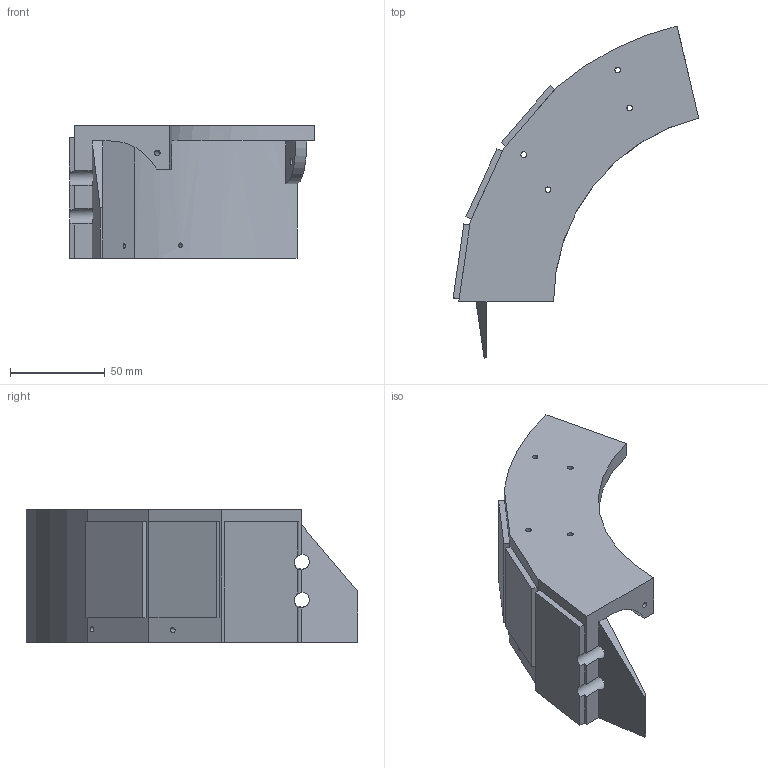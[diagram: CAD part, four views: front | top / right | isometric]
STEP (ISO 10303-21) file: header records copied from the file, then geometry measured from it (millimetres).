
FILE_DESCRIPTION(/* description */ (''),/* implementation_level */ '2;1');
FILE_NAME(/* name */ 'Synch_Gen_05.step',/* time_stamp */ '2020-09-19T11:49:58+02:00',/* author */ (''),/* organization */ (''),/* preprocessor_version */ 'ST-DEVELOPER v18.1',/* originating_system */ 'Autodesk Translation Framework v9.3.0.1241',/* authorisation */ '');
FILE_SCHEMA (('AUTOMOTIVE_DESIGN { 1 0 10303 214 3 1 1 }'));
Length unit declared in the file: millimetre
Products named in the file (1): Synch_Gen_05
Bounding box: 129.4 x 174.81 x 69.8 mm (x, y, z)
Volume: 206916 mm3; surface area: 51726.1 mm2
Topology: 1 solids, 1 shells, 51 faces, 146 edges, 97 vertices
Faces by surface type: plane 36, cylinder 14, torus 1
Full cylindrical faces by diameter (mm): 2.6 x2, 2.9 x3, 3 x2, 3.5 x1, 8 x2
Entity records: 1798 total; most frequent: CARTESIAN_POINT 344, ORIENTED_EDGE 292, DIRECTION 290, EDGE_CURVE 146, LINE 100, VECTOR 100, VERTEX_POINT 97, AXIS2_PLACEMENT_3D 95
